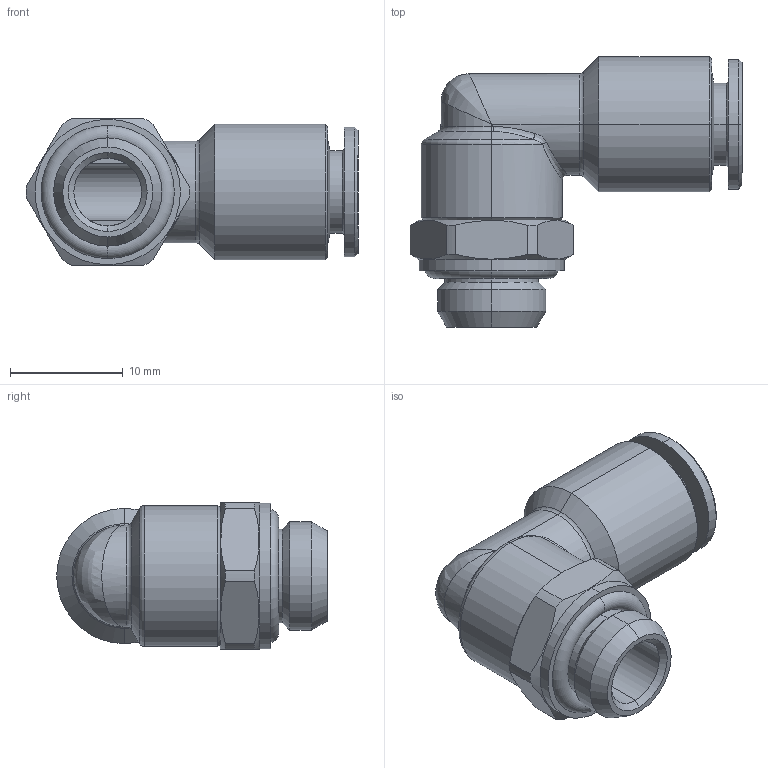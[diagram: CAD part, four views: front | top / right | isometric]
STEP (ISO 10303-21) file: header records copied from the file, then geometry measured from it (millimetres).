
FILE_DESCRIPTION (( 'STEP AP203' ), '1' );
FILE_NAME ('A0060031.STEP', '2009-01-19T08:22:42', ( 'UT1' ), ( 'sopra-pneumatic' ), 'SwSTEP 2.0', 'SolidWorks 2008', '' );
FILE_SCHEMA (( 'CONFIG_CONTROL_DESIGN' ));
Length unit declared in the file: millimetre
Products named in the file (1): A0060031
Bounding box: 29.45 x 24 x 13 mm (x, y, z)
Volume: 2754.5 mm3; surface area: 2505 mm2
Topology: 1 solids, 1 shells, 94 faces, 214 edges, 125 vertices
Faces by surface type: cylinder 33, cone 29, plane 16, torus 10, bspline 6
Entity records: 3153 total; most frequent: CARTESIAN_POINT 995, DIRECTION 460, ORIENTED_EDGE 424, EDGE_CURVE 212, AXIS2_PLACEMENT_3D 196, VERTEX_POINT 125, CIRCLE 107, EDGE_LOOP 101
